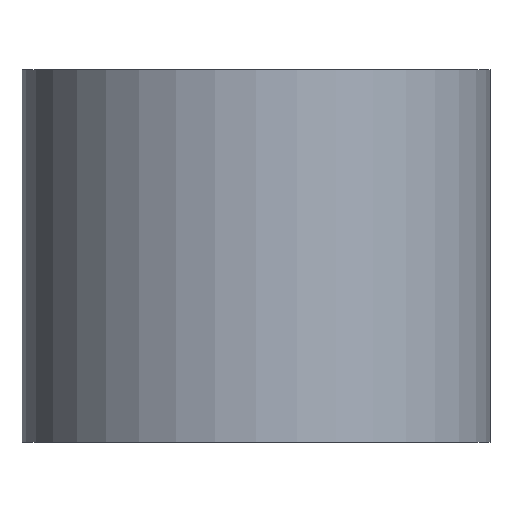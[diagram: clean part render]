
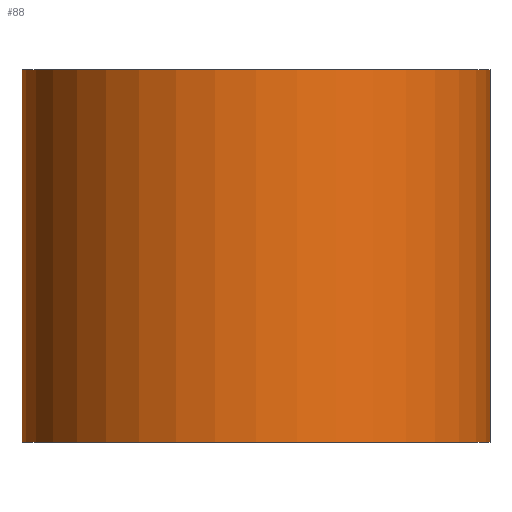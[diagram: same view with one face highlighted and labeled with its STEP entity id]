
A CAD part, front view. The second image highlights one B-rep face of the part: STEP entity #88.
In plain terms, the highlighted cylindrical face has radius 3.994 mm (diameter 7.988 mm), a partial arc.
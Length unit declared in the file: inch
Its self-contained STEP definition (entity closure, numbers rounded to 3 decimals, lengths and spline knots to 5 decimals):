
#10 = FACE_OUTER_BOUND ( 'NONE', #145, .T. ) ;
#11 = CIRCLE ( 'NONE', #195, 0.15725 ) ;
#13 = EDGE_CURVE ( 'NONE', #199, #163, #143, .T. ) ;
#16 = CARTESIAN_POINT ( 'NONE',  ( 0., 0., 0.125 ) ) ;
#18 = CARTESIAN_POINT ( 'NONE',  ( 0.15725, 0., -0.125 ) ) ;
#26 = EDGE_CURVE ( 'NONE', #151, #163, #211, .T. ) ;
#31 = DIRECTION ( 'NONE',  ( 0., 0., -1. ) ) ;
#40 = LINE ( 'NONE', #191, #129 ) ;
#45 = AXIS2_PLACEMENT_3D ( 'NONE', #232, #175, #54 ) ;
#54 = DIRECTION ( 'NONE',  ( -1., 0., 0. ) ) ;
#82 = CARTESIAN_POINT ( 'NONE',  ( 0.15725, 0., 0.125 ) ) ;
#84 = CYLINDRICAL_SURFACE ( 'NONE', #45, 0.15725 ) ;
#88 = ADVANCED_FACE ( 'NONE', ( #10 ), #84, .T. ) ;
#89 = ORIENTED_EDGE ( 'NONE', *, *, #115, .T. ) ;
#99 = DIRECTION ( 'NONE',  ( 1., 0., 0. ) ) ;
#107 = CARTESIAN_POINT ( 'NONE',  ( -0.15725, 0., 0.125 ) ) ;
#115 = EDGE_CURVE ( 'NONE', #202, #199, #40, .T. ) ;
#129 = VECTOR ( 'NONE', #31, 39.37008 ) ;
#135 = CARTESIAN_POINT ( 'NONE',  ( 0., 0., -0.125 ) ) ;
#137 = DIRECTION ( 'NONE',  ( 0., 0., -1. ) ) ;
#140 = DIRECTION ( 'NONE',  ( 1., 0., 0. ) ) ;
#143 = CIRCLE ( 'NONE', #170, 0.15725 ) ;
#145 = EDGE_LOOP ( 'NONE', ( #184, #154, #89, #149 ) ) ;
#149 = ORIENTED_EDGE ( 'NONE', *, *, #13, .T. ) ;
#151 = VERTEX_POINT ( 'NONE', #82 ) ;
#154 = ORIENTED_EDGE ( 'NONE', *, *, #234, .F. ) ;
#157 = DIRECTION ( 'NONE',  ( 0., 0., 1. ) ) ;
#163 = VERTEX_POINT ( 'NONE', #18 ) ;
#164 = DIRECTION ( 'NONE',  ( 0., 0., 1. ) ) ;
#170 = AXIS2_PLACEMENT_3D ( 'NONE', #135, #157, #99 ) ;
#175 = DIRECTION ( 'NONE',  ( 0., 0., -1. ) ) ;
#184 = ORIENTED_EDGE ( 'NONE', *, *, #26, .F. ) ;
#191 = CARTESIAN_POINT ( 'NONE',  ( -0.15725, 0., 0.125 ) ) ;
#195 = AXIS2_PLACEMENT_3D ( 'NONE', #16, #164, #140 ) ;
#197 = VECTOR ( 'NONE', #137, 39.37008 ) ;
#199 = VERTEX_POINT ( 'NONE', #219 ) ;
#202 = VERTEX_POINT ( 'NONE', #107 ) ;
#211 = LINE ( 'NONE', #247, #197 ) ;
#219 = CARTESIAN_POINT ( 'NONE',  ( -0.15725, 0., -0.125 ) ) ;
#232 = CARTESIAN_POINT ( 'NONE',  ( 0., 0., 0.125 ) ) ;
#234 = EDGE_CURVE ( 'NONE', #202, #151, #11, .T. ) ;
#247 = CARTESIAN_POINT ( 'NONE',  ( 0.15725, 0., 0.125 ) ) ;
